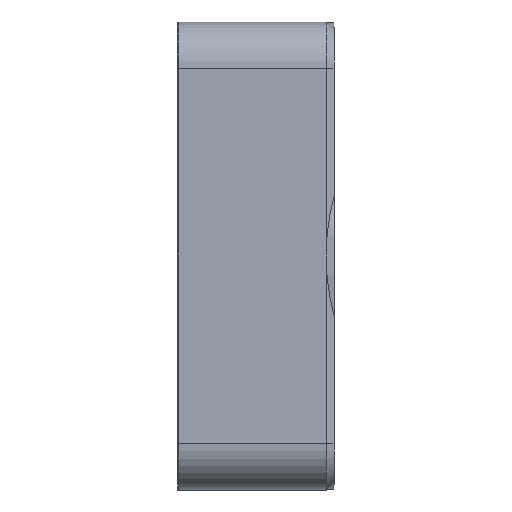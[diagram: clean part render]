
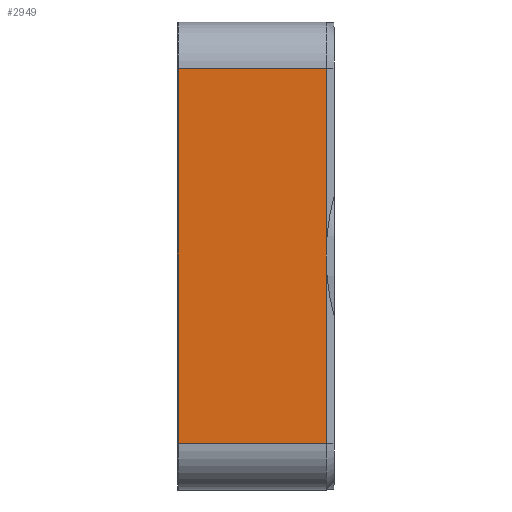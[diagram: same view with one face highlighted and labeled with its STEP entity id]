
A CAD part, front view. The second image highlights one B-rep face of the part: STEP entity #2949.
In plain terms, the highlighted planar face has unit normal (0, -1, 0).
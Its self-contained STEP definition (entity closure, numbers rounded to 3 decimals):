
#120=PLANE('',#3237);
#232=FACE_OUTER_BOUND('',#420,.T.);
#420=EDGE_LOOP('',(#2381,#2382,#2383,#2384,#2385));
#737=LINE('',#4549,#1045);
#742=LINE('',#4561,#1050);
#795=LINE('',#4746,#1103);
#813=LINE('',#4794,#1121);
#827=LINE('',#4845,#1135);
#1045=VECTOR('',#3575,10.);
#1050=VECTOR('',#3588,6.667);
#1103=VECTOR('',#3741,6.667);
#1121=VECTOR('',#3801,10.);
#1135=VECTOR('',#3861,6.667);
#1385=VERTEX_POINT('',#4545);
#1387=VERTEX_POINT('',#4548);
#1390=VERTEX_POINT('',#4559);
#1472=VERTEX_POINT('',#4745);
#1481=VERTEX_POINT('',#4790);
#1667=EDGE_CURVE('',#1387,#1385,#737,.T.);
#1674=EDGE_CURVE('',#1390,#1385,#742,.T.);
#1768=EDGE_CURVE('',#1387,#1472,#795,.T.);
#1793=EDGE_CURVE('',#1481,#1472,#813,.T.);
#1818=EDGE_CURVE('',#1481,#1390,#827,.T.);
#2381=ORIENTED_EDGE('',*,*,#1793,.T.);
#2382=ORIENTED_EDGE('',*,*,#1768,.F.);
#2383=ORIENTED_EDGE('',*,*,#1667,.T.);
#2384=ORIENTED_EDGE('',*,*,#1674,.F.);
#2385=ORIENTED_EDGE('',*,*,#1818,.F.);
#2949=ADVANCED_FACE('',(#232),#120,.T.);
#3237=AXIS2_PLACEMENT_3D('',#4844,#3859,#3860);
#3575=DIRECTION('',(1.,0.,0.));
#3588=DIRECTION('',(0.,0.,-1.));
#3741=DIRECTION('',(0.,0.,1.));
#3801=DIRECTION('',(-1.,0.,0.));
#3859=DIRECTION('center_axis',(0.,-1.,0.));
#3860=DIRECTION('ref_axis',(0.,0.,
-1.));
#3861=DIRECTION('',(0.,0.,-1.));
#4545=CARTESIAN_POINT('',(332.667,87.97,-102.77));
#4548=CARTESIAN_POINT('',(320.,87.97,-102.77));
#4549=CARTESIAN_POINT('',(326.,87.97,-102.77));
#4559=CARTESIAN_POINT('',(332.667,87.97,-86.77));
#4561=CARTESIAN_POINT('',(332.667,87.97,-79.289));
#4745=CARTESIAN_POINT('',(320.,87.97,-70.77));
#4746=CARTESIAN_POINT('',(320.,87.97,-103.77));
#4790=CARTESIAN_POINT('',(332.667,87.97,-70.77));
#4794=CARTESIAN_POINT('',(320.,87.97,-70.77));
#4844=CARTESIAN_POINT('Origin',(332.,87.97,-69.77));
#4845=CARTESIAN_POINT('',(332.667,87.97,-79.289));
